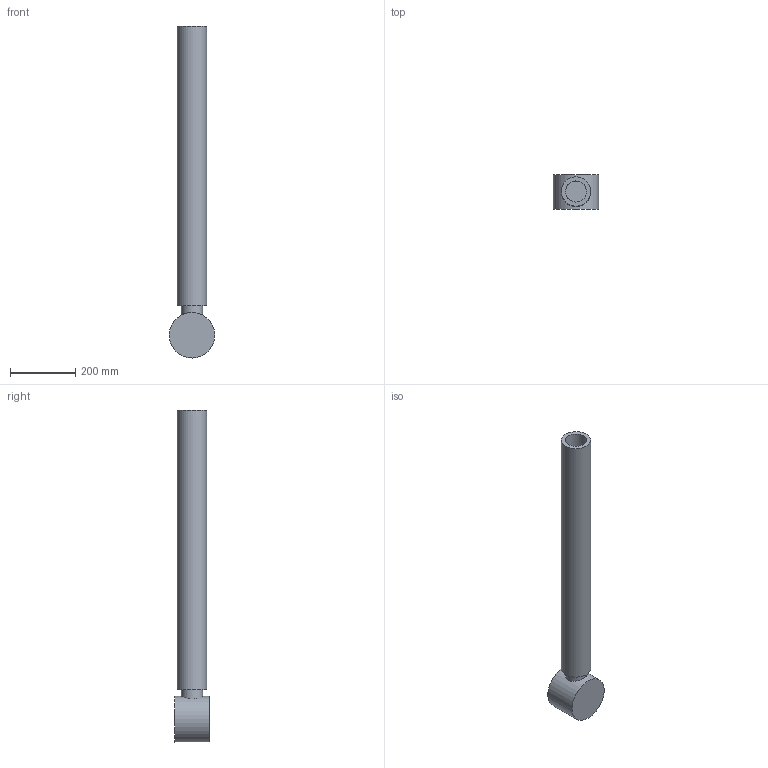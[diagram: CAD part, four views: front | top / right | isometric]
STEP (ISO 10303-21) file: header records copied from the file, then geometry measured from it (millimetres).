
FILE_DESCRIPTION(/* description */ ('','CAx-IF Rec.Pracs.---Representation and Presentation of Product Manufacturing Information (PMI)---4.0---2014-10-13'),/* implementation_level */ '2;1');
FILE_NAME(/* name */ 'CircleShiftCylinder.step',/* time_stamp */ '2025-01-30T19:38:30-05:00',/* author */ (''),/* organization */ (''),/* preprocessor_version */ 'ST-DEVELOPER v20',/* originating_system */ 'Autodesk Translation Framework v13.20.0.188',/* authorisation */ '');
FILE_SCHEMA (('AP242_MANAGED_MODEL_BASED_3D_ENGINEERING_MIM_LF { 1 0 10303 442 1 1 4 }'));
Length unit declared in the file: millimetre
Products named in the file (1): Hubhydraulikkolben
Bounding box: 140 x 105 x 1020 mm (x, y, z)
Volume: 4107861.4 mm3; surface area: 512582.3 mm2
Topology: 1 solids, 1 shells, 12 faces, 21 edges, 14 vertices
Faces by surface type: cylinder 6, plane 5, sphere 1
Full cylindrical faces by diameter (mm): 65 x3, 80 x1, 90 x1, 140 x1
Entity records: 406 total; most frequent: CARTESIAN_POINT 112, DIRECTION 58, ORIENTED_EDGE 40, AXIS2_PLACEMENT_3D 26, EDGE_CURVE 20, EDGE_LOOP 16, VERTEX_POINT 14, CIRCLE 13
